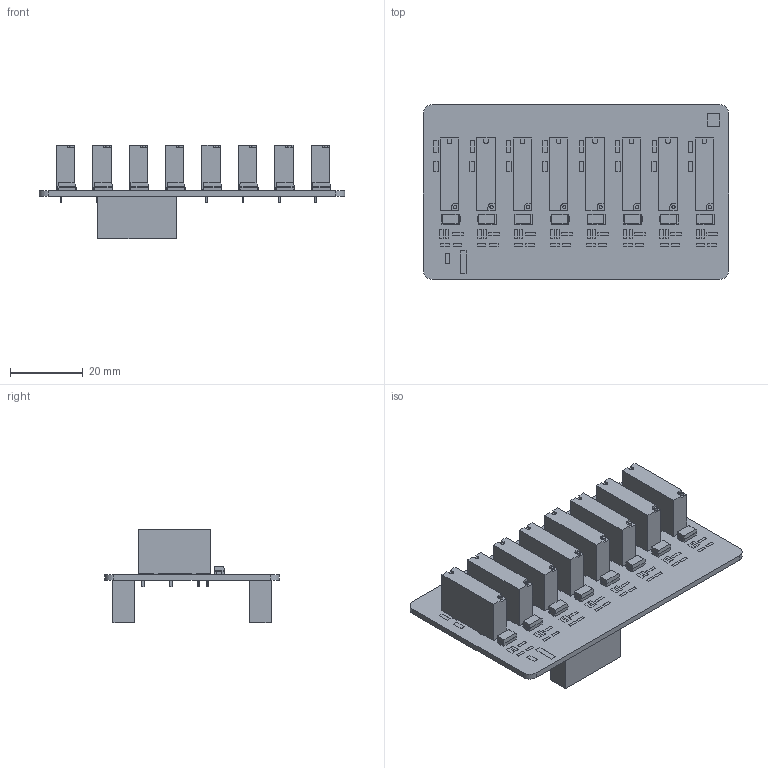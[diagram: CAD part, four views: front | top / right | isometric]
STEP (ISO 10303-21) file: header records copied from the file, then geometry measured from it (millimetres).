
FILE_DESCRIPTION(('STEP AP214'),'1');
FILE_NAME('L_TITRATOR_RELAY(V0.1)_20211220.step','2022-01-03T08:04:37',(' '),(' '),'Spatial InterOp 3D','XD3DPlugin XRACreate',' ');
FILE_SCHEMA(('automotive_design'));
Length unit declared in the file: millimetre
Products named in the file (36): Submodel-G6DN_1A_L.xtd; G6DN_1A_L; Submodel-G6DN-1A-L_DC12_part_simplified_G6DN-1A-L; L_TITRATOR_RELAY(V0.1)_20211220; Submodel-S1MHE3_A_I.xtd; S1MHE3_A_I; Submodel-S1MHE3_A_I_part_simplified_DIOM5127X229N; uid__29770; Submodel-noModelForPart_HOLE_NTH_3.0_498584182; placementOutline; Submodel-HOLE_NTH_3.0_498584182_part_HOLE_NTH_3.0; Submodel-noModelForPart_KTC3875-Y_lpar_SOT-23_rpar__2566521771; Submodel-KTC3875-Y_lpar_SOT-23_rpar__2566521771_part_KTC3875-Y_lpar_SOT-23_rpar_; Submodel-noModelForPart_R1608_256457160; Submodel-R1608_256457160_part_R1608; Submodel-noModelForPart_R2012_1025666048; Submodel-R2012_1025666048_part_R2012; Submodel-noModelForPart_LED1608_2877493908; Submodel-LED1608_2877493908_part_LED1608; Submodel-noModelForPart_HIF3H-16PB-2.54DSA_71__202490700; Submodel-HIF3H-16PB-2.54DSA_71__202490700_part_HDRV16W64P254_2X8_2130X590X1170P; Submodel-noModelForPart_D56_D4XL5.3_2103967902; Submodel-D56_D4XL5.3_2103967902_part_ECAP-D56-4PI; Submodel-noModelForPart_C1608_2970257018; Submodel-C1608_2970257018_part_C1608; Submodel-noModelForPart_C2012_2567461229; Submodel-C2012_2567461229_part_C2012; L_TITRATOR_RELAY(V0.1)_20211220_Copper
Assembly tree (101 placements, depth 4):
  L_TITRATOR_RELAY(V0.1)_20211220
    Submodel-G6DN-1A-L_DC12_part_simplified_G6DN-1A-L  x8
      Submodel-G6DN_1A_L.xtd
        G6DN_1A_L
    Submodel-S1MHE3_A_I_part_simplified_DIOM5127X229N  x8
      Submodel-S1MHE3_A_I.xtd
        S1MHE3_A_I
    uid__29770
    Submodel-HOLE_NTH_3.0_498584182_part_HOLE_NTH_3.0
      Submodel-noModelForPart_HOLE_NTH_3.0_498584182
        placementOutline
    Submodel-KTC3875-Y_lpar_SOT-23_rpar__2566521771_part_KTC3875-Y_lpar_SOT-23_rpar_  x8
      Submodel-noModelForPart_KTC3875-Y_lpar_SOT-23_rpar__2566521771
        placementOutline
    Submodel-R1608_256457160_part_R1608  x24
      Submodel-noModelForPart_R1608_256457160
        placementOutline
    Submodel-R2012_1025666048_part_R2012  x8
      Submodel-noModelForPart_R2012_1025666048
        placementOutline
    Submodel-LED1608_2877493908_part_LED1608  x8
      Submodel-noModelForPart_LED1608_2877493908
        placementOutline
    Submodel-HIF3H-16PB-2.54DSA_71__202490700_part_HDRV16W64P254_2X8_2130X590X1170P  x2
      Submodel-noModelForPart_HIF3H-16PB-2.54DSA_71__202490700
        placementOutline
    Submodel-D56_D4XL5.3_2103967902_part_ECAP-D56-4PI
      Submodel-noModelForPart_D56_D4XL5.3_2103967902
        placementOutline
    Submodel-C1608_2970257018_part_C1608
      Submodel-noModelForPart_C1608_2970257018
        placementOutline
    Submodel-C2012_2567461229_part_C2012  x8
      Submodel-noModelForPart_C2012_2567461229
        placementOutline
    L_TITRATOR_RELAY(V0.1)_20211220_Copper
Bounding box: 84 x 48 x 25.77 mm (x, y, z)
Volume: 19443.2 mm3; surface area: 17982.9 mm2
Topology: 94 solids, 94 shells, 1080 faces, 2492 edges, 1640 vertices
Faces by surface type: plane 980, cylinder 100
Entity records: 36180 total; most frequent: ORIENTED_EDGE 6290, DIRECTION 6105, CARTESIAN_POINT 3223, EDGE_CURVE 3145, LINE 2609, VECTOR 2609, VERTEX_POINT 2094, AXIS2_PLACEMENT_3D 1748
